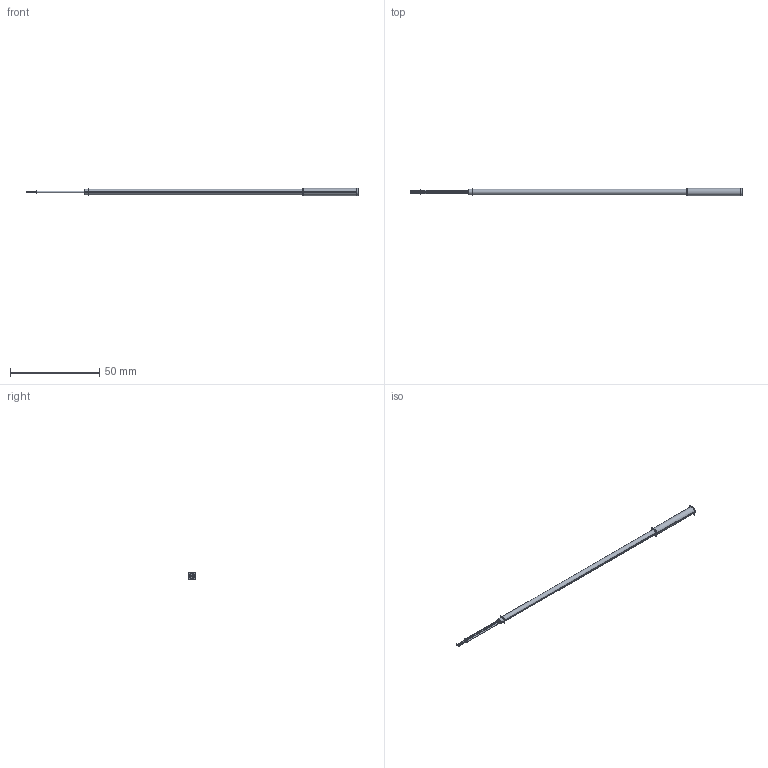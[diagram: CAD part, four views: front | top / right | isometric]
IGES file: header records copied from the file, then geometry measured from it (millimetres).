
Start section:  PTC IGES file: 224390.igs
Global section: file name: 224390.igs; native system: Creo Parametric by PTC Inc.; preprocessor: 2022414; author: banengservice; organization: Unknown; date: 20241211.142043; units: millimetre
Bounding box: 185.72 x 4.44 x 4.46 mm (x, y, z)
Volume: 1273.1 mm3; surface area: 7235.6 mm2
Topology: 1 solids, 1 shells, 38 faces, 172 edges, 220 vertices
Faces by surface type: revolution 24, bspline 14
